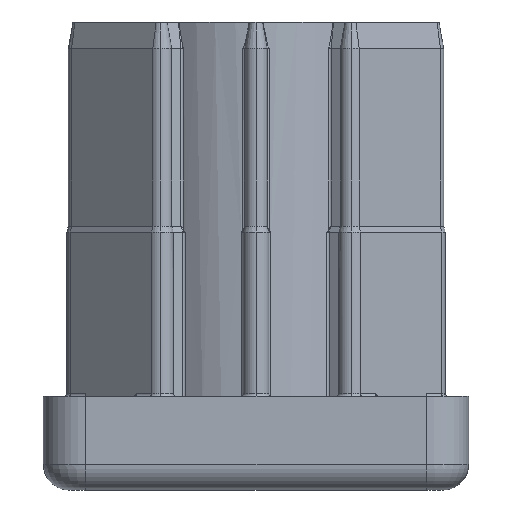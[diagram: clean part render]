
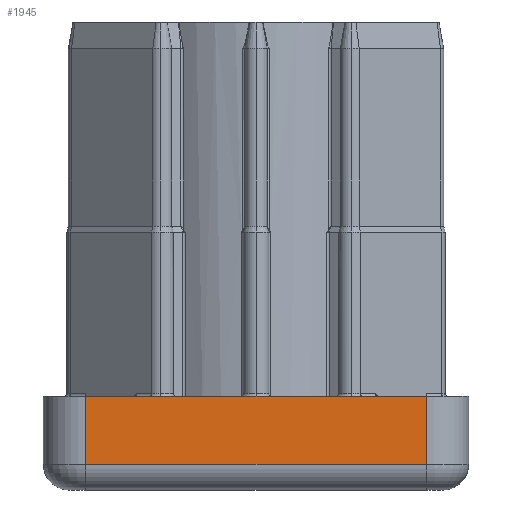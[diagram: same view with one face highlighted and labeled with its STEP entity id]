
A CAD part, left-side view. The second image highlights one B-rep face of the part: STEP entity #1945.
In plain terms, the highlighted planar face has unit normal (-1, 0, 0).
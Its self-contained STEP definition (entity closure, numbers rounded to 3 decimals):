
#718 = AXIS2_PLACEMENT_3D ( 'NONE', #11668, #10994, #10661 ) ;
#1798 = DIRECTION ( 'NONE',  ( 0., -1., 0. ) ) ;
#1945 = ADVANCED_FACE ( 'NONE', ( #13570 ), #11295, .F. ) ;
#2176 = LINE ( 'NONE', #4370, #8351 ) ;
#2769 = CARTESIAN_POINT ( 'NONE',  ( -25., -20., 11. ) ) ;
#2868 = CARTESIAN_POINT ( 'NONE',  ( -25., -20., 11. ) ) ;
#4342 = VERTEX_POINT ( 'NONE', #2868 ) ;
#4370 = CARTESIAN_POINT ( 'NONE',  ( -25., -25., 11. ) ) ;
#4666 = LINE ( 'NONE', #8745, #10773 ) ;
#4874 = ORIENTED_EDGE ( 'NONE', *, *, #13727, .T. ) ;
#5195 = EDGE_CURVE ( 'NONE', #14837, #4342, #10880, .T. ) ;
#5244 = DIRECTION ( 'NONE',  ( 0., 0., 1. ) ) ;
#5586 = EDGE_LOOP ( 'NONE', ( #7680, #4874, #5794, #13733 ) ) ;
#5794 = ORIENTED_EDGE ( 'NONE', *, *, #5195, .T. ) ;
#5989 = EDGE_CURVE ( 'NONE', #14831, #4342, #2176, .T. ) ;
#6503 = EDGE_CURVE ( 'NONE', #14831, #13922, #11603, .T. ) ;
#7636 = VECTOR ( 'NONE', #5244, 1000. ) ;
#7680 = ORIENTED_EDGE ( 'NONE', *, *, #6503, .T. ) ;
#8335 = VECTOR ( 'NONE', #11910, 1000. ) ;
#8351 = VECTOR ( 'NONE', #1798, 1000. ) ;
#8745 = CARTESIAN_POINT ( 'NONE',  ( -25., -20., 3. ) ) ;
#10661 = DIRECTION ( 'NONE',  ( 0., 0., -1. ) ) ;
#10773 = VECTOR ( 'NONE', #14747, 1000. ) ;
#10880 = LINE ( 'NONE', #2769, #7636 ) ;
#10994 = DIRECTION ( 'NONE',  ( 1., 0., 0. ) ) ;
#11295 = PLANE ( 'NONE',  #718 ) ;
#11603 = LINE ( 'NONE', #15422, #8335 ) ;
#11668 = CARTESIAN_POINT ( 'NONE',  ( -25., -25., 11. ) ) ;
#11910 = DIRECTION ( 'NONE',  ( 0., 0., -1. ) ) ;
#12576 = CARTESIAN_POINT ( 'NONE',  ( -25., 20., 11. ) ) ;
#13570 = FACE_OUTER_BOUND ( 'NONE', #5586, .T. ) ;
#13727 = EDGE_CURVE ( 'NONE', #13922, #14837, #4666, .T. ) ;
#13733 = ORIENTED_EDGE ( 'NONE', *, *, #5989, .F. ) ;
#13774 = CARTESIAN_POINT ( 'NONE',  ( -25., -20., 3. ) ) ;
#13922 = VERTEX_POINT ( 'NONE', #14062 ) ;
#14062 = CARTESIAN_POINT ( 'NONE',  ( -25., 20., 3. ) ) ;
#14747 = DIRECTION ( 'NONE',  ( 0., -1., 0. ) ) ;
#14831 = VERTEX_POINT ( 'NONE', #12576 ) ;
#14837 = VERTEX_POINT ( 'NONE', #13774 ) ;
#15422 = CARTESIAN_POINT ( 'NONE',  ( -25., 20., 11. ) ) ;
